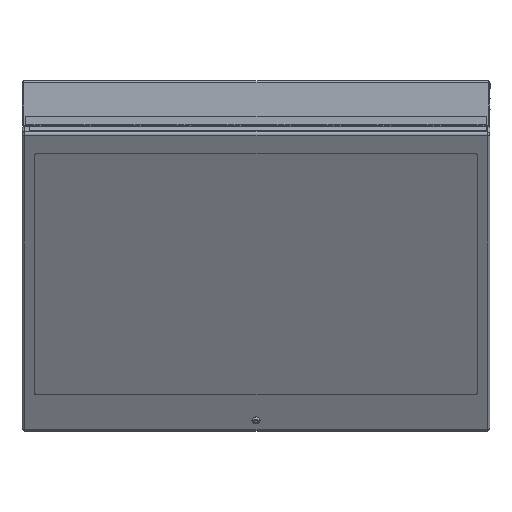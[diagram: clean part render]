
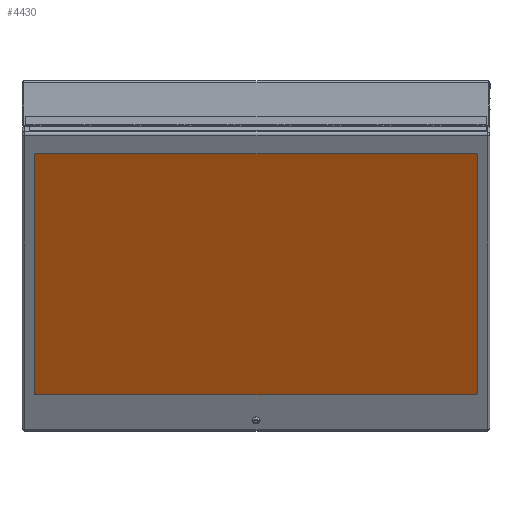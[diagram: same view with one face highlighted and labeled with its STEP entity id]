
A CAD part, top view. The second image highlights one B-rep face of the part: STEP entity #4430.
In plain terms, the highlighted free-form (B-spline) face has degree [1, 1] with [2, 2] control points.
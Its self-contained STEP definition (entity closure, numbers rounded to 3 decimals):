
#4430 = ADVANCED_FACE('',(#4431),#4493,.T.);
#4431 = FACE_BOUND('',#4432,.T.);
#4432 = EDGE_LOOP('',(#4433,#4443,#4450,#4458,#4465,#4473,#4480,#4488));
#4433 = ORIENTED_EDGE('',*,*,#4434,.T.);
#4434 = EDGE_CURVE('',#4435,#4437,#4439,.T.);
#4435 = VERTEX_POINT('',#4436);
#4436 = CARTESIAN_POINT('',(2233.665,1349.329,
    1673.086));
#4437 = VERTEX_POINT('',#4438);
#4438 = CARTESIAN_POINT('',(2226.035,1355.937,
    1676.901));
#4439 = ( BOUNDED_CURVE() B_SPLINE_CURVE(2,(#4440,#4441,#4442),
.UNSPECIFIED.,.F.,.F.) B_SPLINE_CURVE_WITH_KNOTS((3,3),(0.,
1.571),.PIECEWISE_BEZIER_KNOTS.) CURVE() 
GEOMETRIC_REPRESENTATION_ITEM() RATIONAL_B_SPLINE_CURVE((1.,
0.707,1.)) REPRESENTATION_ITEM('') );
#4440 = CARTESIAN_POINT('',(2233.665,1349.329,
    1673.086));
#4441 = CARTESIAN_POINT('',(2233.665,1355.937,
    1676.901));
#4442 = CARTESIAN_POINT('',(2226.035,1355.937,
    1676.901));
#4443 = ORIENTED_EDGE('',*,*,#4444,.T.);
#4444 = EDGE_CURVE('',#4437,#4445,#4447,.T.);
#4445 = VERTEX_POINT('',#4446);
#4446 = CARTESIAN_POINT('',(95.232,1355.937,
    1676.901));
#4447 = B_SPLINE_CURVE_WITH_KNOTS('',1,(#4448,#4449),.UNSPECIFIED.,.F.,
  .F.,(2,2),(0.,1560.513),.PIECEWISE_BEZIER_KNOTS.);
#4448 = CARTESIAN_POINT('',(2226.035,1355.937,
    1676.901));
#4449 = CARTESIAN_POINT('',(95.232,1355.937,
    1676.901));
#4450 = ORIENTED_EDGE('',*,*,#4451,.T.);
#4451 = EDGE_CURVE('',#4445,#4452,#4454,.T.);
#4452 = VERTEX_POINT('',#4453);
#4453 = CARTESIAN_POINT('',(87.602,1349.329,
    1673.086));
#4454 = ( BOUNDED_CURVE() B_SPLINE_CURVE(2,(#4455,#4456,#4457),
.UNSPECIFIED.,.F.,.F.) B_SPLINE_CURVE_WITH_KNOTS((3,3),(1.571,
3.142),.PIECEWISE_BEZIER_KNOTS.) CURVE() 
GEOMETRIC_REPRESENTATION_ITEM() RATIONAL_B_SPLINE_CURVE((1.,
0.707,1.)) REPRESENTATION_ITEM('') );
#4455 = CARTESIAN_POINT('',(95.232,1355.937,
    1676.901));
#4456 = CARTESIAN_POINT('',(87.602,1355.937,
    1676.901));
#4457 = CARTESIAN_POINT('',(87.602,1349.329,
    1673.086));
#4458 = ORIENTED_EDGE('',*,*,#4459,.T.);
#4459 = EDGE_CURVE('',#4452,#4460,#4462,.T.);
#4460 = VERTEX_POINT('',#4461);
#4461 = CARTESIAN_POINT('',(87.602,194.825,
    1006.533));
#4462 = B_SPLINE_CURVE_WITH_KNOTS('',1,(#4463,#4464),.UNSPECIFIED.,.F.,
  .F.,(2,2),(0.,976.313),.PIECEWISE_BEZIER_KNOTS.);
#4463 = CARTESIAN_POINT('',(87.602,1349.329,
    1673.086));
#4464 = CARTESIAN_POINT('',(87.602,194.825,
    1006.533));
#4465 = ORIENTED_EDGE('',*,*,#4466,.T.);
#4466 = EDGE_CURVE('',#4460,#4467,#4469,.T.);
#4467 = VERTEX_POINT('',#4468);
#4468 = CARTESIAN_POINT('',(95.232,188.217,
    1002.718));
#4469 = ( BOUNDED_CURVE() B_SPLINE_CURVE(2,(#4470,#4471,#4472),
.UNSPECIFIED.,.F.,.F.) B_SPLINE_CURVE_WITH_KNOTS((3,3),(3.142,
4.712),.PIECEWISE_BEZIER_KNOTS.) CURVE() 
GEOMETRIC_REPRESENTATION_ITEM() RATIONAL_B_SPLINE_CURVE((1.,
0.707,1.)) REPRESENTATION_ITEM('') );
#4470 = CARTESIAN_POINT('',(87.602,194.825,
    1006.533));
#4471 = CARTESIAN_POINT('',(87.602,188.217,
    1002.718));
#4472 = CARTESIAN_POINT('',(95.232,188.217,
    1002.718));
#4473 = ORIENTED_EDGE('',*,*,#4474,.T.);
#4474 = EDGE_CURVE('',#4467,#4475,#4477,.T.);
#4475 = VERTEX_POINT('',#4476);
#4476 = CARTESIAN_POINT('',(2226.035,188.217,
    1002.718));
#4477 = B_SPLINE_CURVE_WITH_KNOTS('',1,(#4478,#4479),.UNSPECIFIED.,.F.,
  .F.,(2,2),(0.,1560.513),.PIECEWISE_BEZIER_KNOTS.);
#4478 = CARTESIAN_POINT('',(95.232,188.217,
    1002.718));
#4479 = CARTESIAN_POINT('',(2226.035,188.217,
    1002.718));
#4480 = ORIENTED_EDGE('',*,*,#4481,.T.);
#4481 = EDGE_CURVE('',#4475,#4482,#4484,.T.);
#4482 = VERTEX_POINT('',#4483);
#4483 = CARTESIAN_POINT('',(2233.665,194.825,
    1006.533));
#4484 = ( BOUNDED_CURVE() B_SPLINE_CURVE(2,(#4485,#4486,#4487),
.UNSPECIFIED.,.F.,.F.) B_SPLINE_CURVE_WITH_KNOTS((3,3),(4.712,
6.283),.PIECEWISE_BEZIER_KNOTS.) CURVE() 
GEOMETRIC_REPRESENTATION_ITEM() RATIONAL_B_SPLINE_CURVE((1.,
0.707,1.)) REPRESENTATION_ITEM('') );
#4485 = CARTESIAN_POINT('',(2226.035,188.217,
    1002.718));
#4486 = CARTESIAN_POINT('',(2233.665,188.217,
    1002.718));
#4487 = CARTESIAN_POINT('',(2233.665,194.825,
    1006.533));
#4488 = ORIENTED_EDGE('',*,*,#4489,.T.);
#4489 = EDGE_CURVE('',#4482,#4435,#4490,.T.);
#4490 = B_SPLINE_CURVE_WITH_KNOTS('',1,(#4491,#4492),.UNSPECIFIED.,.F.,
  .F.,(2,2),(0.,976.313),.PIECEWISE_BEZIER_KNOTS.);
#4491 = CARTESIAN_POINT('',(2233.665,194.825,
    1006.533));
#4492 = CARTESIAN_POINT('',(2233.665,1349.329,
    1673.086));
#4493 = B_SPLINE_SURFACE_WITH_KNOTS('',1,1,(
    (#4494,#4495)
    ,(#4496,#4497
    )),.UNSPECIFIED.,.F.,.F.,.F.,(2,2),(2,2),(-1566.101,5.588),(
    -981.901,5.588),.PIECEWISE_BEZIER_KNOTS.);
#4494 = CARTESIAN_POINT('',(87.602,188.217,
    1002.718));
#4495 = CARTESIAN_POINT('',(87.602,1355.937,
    1676.901));
#4496 = CARTESIAN_POINT('',(2233.665,188.217,
    1002.718));
#4497 = CARTESIAN_POINT('',(2233.665,1355.937,
    1676.901));
